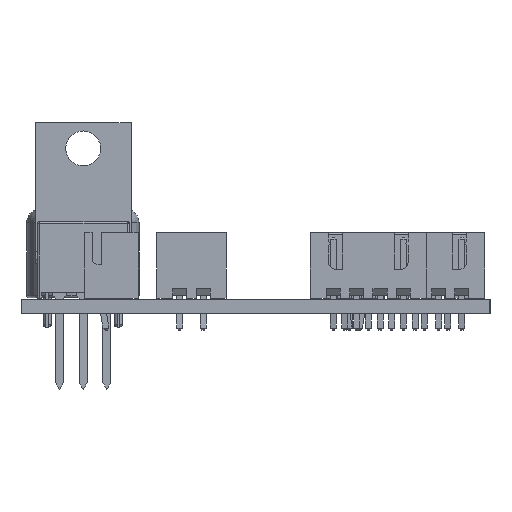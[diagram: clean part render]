
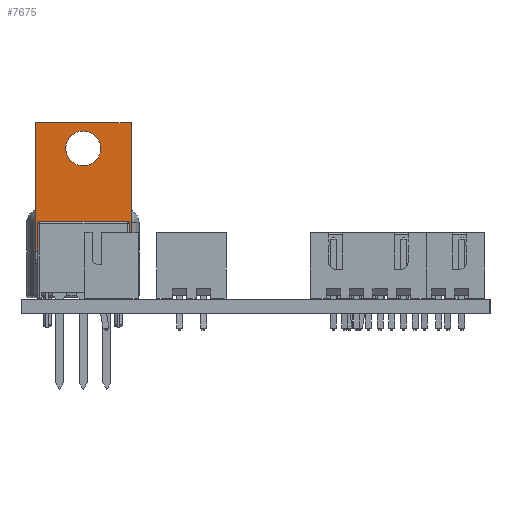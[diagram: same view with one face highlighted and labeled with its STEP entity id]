
A CAD part, left-side view. The second image highlights one B-rep face of the part: STEP entity #7675.
In plain terms, the highlighted face is planar.
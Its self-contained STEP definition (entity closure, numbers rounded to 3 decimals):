
#7120 = VERTEX_POINT('',#7121);
#7121 = CARTESIAN_POINT('',(-2.575,3.16,18.775));
#7127 = EDGE_CURVE('',#7128,#7120,#7130,.T.);
#7128 = VERTEX_POINT('',#7129);
#7129 = CARTESIAN_POINT('',(-2.575,3.16,5.));
#7130 = LINE('',#7131,#7132);
#7131 = CARTESIAN_POINT('',(-2.575,3.16,5.));
#7132 = VECTOR('',#7133,1.);
#7133 = DIRECTION('',(0.,0.,1.));
#7186 = VERTEX_POINT('',#7187);
#7187 = CARTESIAN_POINT('',(7.655,3.16,5.));
#7193 = EDGE_CURVE('',#7186,#7194,#7196,.T.);
#7194 = VERTEX_POINT('',#7195);
#7195 = CARTESIAN_POINT('',(7.655,3.16,18.775));
#7196 = LINE('',#7197,#7198);
#7197 = CARTESIAN_POINT('',(7.655,3.16,5.));
#7198 = VECTOR('',#7199,1.);
#7199 = DIRECTION('',(0.,0.,1.));
#7218 = EDGE_CURVE('',#7128,#7186,#7219,.T.);
#7219 = LINE('',#7220,#7221);
#7220 = CARTESIAN_POINT('',(-2.575,3.16,5.));
#7221 = VECTOR('',#7222,1.);
#7222 = DIRECTION('',(1.,0.,0.));
#7675 = ADVANCED_FACE('',(#7676,#7687),#7698,.T.);
#7676 = FACE_BOUND('',#7677,.T.);
#7677 = EDGE_LOOP('',(#7678,#7679,#7685,#7686));
#7678 = ORIENTED_EDGE('',*,*,#7127,.T.);
#7679 = ORIENTED_EDGE('',*,*,#7680,.T.);
#7680 = EDGE_CURVE('',#7120,#7194,#7681,.T.);
#7681 = LINE('',#7682,#7683);
#7682 = CARTESIAN_POINT('',(-2.575,3.16,18.775));
#7683 = VECTOR('',#7684,1.);
#7684 = DIRECTION('',(1.,0.,0.));
#7685 = ORIENTED_EDGE('',*,*,#7193,.F.);
#7686 = ORIENTED_EDGE('',*,*,#7218,.F.);
#7687 = FACE_BOUND('',#7688,.T.);
#7688 = EDGE_LOOP('',(#7689));
#7689 = ORIENTED_EDGE('',*,*,#7690,.T.);
#7690 = EDGE_CURVE('',#7691,#7691,#7693,.T.);
#7691 = VERTEX_POINT('',#7692);
#7692 = CARTESIAN_POINT('',(4.408,3.16,16.005));
#7693 = CIRCLE('',#7694,1.868);
#7694 = AXIS2_PLACEMENT_3D('',#7695,#7696,#7697);
#7695 = CARTESIAN_POINT('',(2.54,3.16,16.005));
#7696 = DIRECTION('',(0.,-1.,0.));
#7697 = DIRECTION('',(1.,0.,0.));
#7698 = PLANE('',#7699);
#7699 = AXIS2_PLACEMENT_3D('',#7700,#7701,#7702);
#7700 = CARTESIAN_POINT('',(-2.575,3.16,5.));
#7701 = DIRECTION('',(0.,1.,0.));
#7702 = DIRECTION('',(1.,0.,0.));
